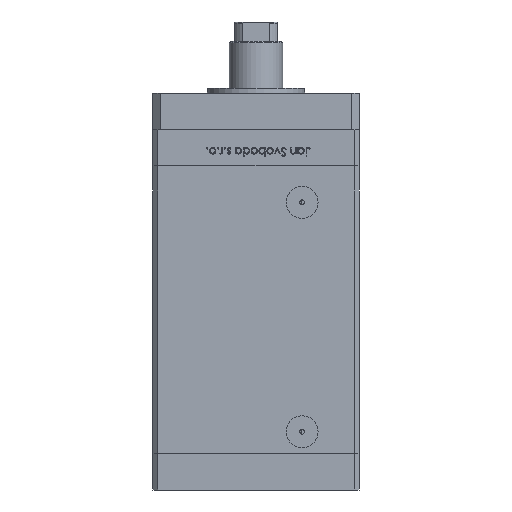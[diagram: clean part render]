
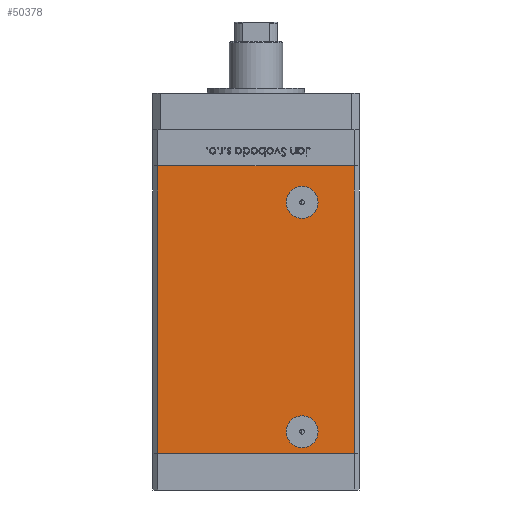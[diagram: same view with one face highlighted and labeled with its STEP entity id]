
A CAD part, front view. The second image highlights one B-rep face of the part: STEP entity #50378.
In plain terms, the highlighted planar face has unit normal (0, -1, 0).
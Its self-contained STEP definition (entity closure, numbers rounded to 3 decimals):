
#1258 = EDGE_CURVE ( 'NONE', #22597, #45026, #30681, .T. ) ;
#1263 = CARTESIAN_POINT ( 'NONE',  ( 19., -37.5, 2.42 ) ) ;
#2033 = CIRCLE ( 'NONE', #22844, 6.58 ) ;
#2380 = CIRCLE ( 'NONE', #42209, 6.58 ) ;
#2958 = EDGE_LOOP ( 'NONE', ( #16520, #14462, #23598, #10727 ) ) ;
#3079 = DIRECTION ( 'NONE',  ( 0., 0., -1. ) ) ;
#3696 = LINE ( 'NONE', #20248, #20515 ) ;
#3866 = VECTOR ( 'NONE', #5710, 1000. ) ;
#3893 = DIRECTION ( 'NONE',  ( 0., 1., 0. ) ) ;
#5710 = DIRECTION ( 'NONE',  ( 0., 0., -1. ) ) ;
#5769 = AXIS2_PLACEMENT_3D ( 'NONE', #17519, #41919, #30284 ) ;
#6116 = VERTEX_POINT ( 'NONE', #1263 ) ;
#6642 = LINE ( 'NONE', #23208, #41637 ) ;
#7805 = CARTESIAN_POINT ( 'NONE',  ( 40.5, -37.5, 0. ) ) ;
#9725 = ORIENTED_EDGE ( 'NONE', *, *, #12359, .T. ) ;
#10727 = ORIENTED_EDGE ( 'NONE', *, *, #35274, .T. ) ;
#10898 = DIRECTION ( 'NONE',  ( 0., 0., -1. ) ) ;
#11000 = DIRECTION ( 'NONE',  ( 0., -1., 0. ) ) ;
#11163 = DIRECTION ( 'NONE',  ( 0., 1., 0. ) ) ;
#11311 = CARTESIAN_POINT ( 'NONE',  ( 19., -37.5, 110.08 ) ) ;
#11428 = DIRECTION ( 'NONE',  ( 0., 0., -1. ) ) ;
#11685 = VERTEX_POINT ( 'NONE', #47011 ) ;
#11781 = FACE_BOUND ( 'NONE', #26816, .T. ) ;
#12359 = EDGE_CURVE ( 'NONE', #18920, #46629, #2380, .T. ) ;
#14060 = VERTEX_POINT ( 'NONE', #36977 ) ;
#14462 = ORIENTED_EDGE ( 'NONE', *, *, #1258, .F. ) ;
#16520 = ORIENTED_EDGE ( 'NONE', *, *, #23701, .T. ) ;
#17337 = ORIENTED_EDGE ( 'NONE', *, *, #49579, .T. ) ;
#17519 = CARTESIAN_POINT ( 'NONE',  ( 19., -37.5, 9. ) ) ;
#17599 = AXIS2_PLACEMENT_3D ( 'NONE', #48667, #3893, #44343 ) ;
#18920 = VERTEX_POINT ( 'NONE', #11311 ) ;
#20248 = CARTESIAN_POINT ( 'NONE',  ( -40.5, -37.5, 0. ) ) ;
#20515 = VECTOR ( 'NONE', #46989, 1000. ) ;
#21121 = ORIENTED_EDGE ( 'NONE', *, *, #38339, .F. ) ;
#21683 = EDGE_CURVE ( 'NONE', #6116, #14060, #34347, .T. ) ;
#22597 = VERTEX_POINT ( 'NONE', #50029 ) ;
#22844 = AXIS2_PLACEMENT_3D ( 'NONE', #47845, #44313, #3079 ) ;
#22948 = DIRECTION ( 'NONE',  ( 0., 0., -1. ) ) ;
#23208 = CARTESIAN_POINT ( 'NONE',  ( -40.5, -37.5, 118.5 ) ) ;
#23598 = ORIENTED_EDGE ( 'NONE', *, *, #42989, .F. ) ;
#23701 = EDGE_CURVE ( 'NONE', #50202, #45026, #3696, .T. ) ;
#24277 = FACE_BOUND ( 'NONE', #53120, .T. ) ;
#24533 = FACE_OUTER_BOUND ( 'NONE', #2958, .T. ) ;
#25293 = LINE ( 'NONE', #41827, #27735 ) ;
#26469 = DIRECTION ( 'NONE',  ( 1., 0., 0. ) ) ;
#26816 = EDGE_LOOP ( 'NONE', ( #17337, #9725 ) ) ;
#27735 = VECTOR ( 'NONE', #10898, 1000. ) ;
#28339 = PLANE ( 'NONE',  #17599 ) ;
#30284 = DIRECTION ( 'NONE',  ( 0., 0., -1. ) ) ;
#30407 = CIRCLE ( 'NONE', #46830, 6.58 ) ;
#30681 = LINE ( 'NONE', #34741, #3866 ) ;
#31364 = CARTESIAN_POINT ( 'NONE',  ( 19., -37.5, 9. ) ) ;
#33963 = CARTESIAN_POINT ( 'NONE',  ( 19., -37.5, 96.92 ) ) ;
#34347 = CIRCLE ( 'NONE', #5769, 6.58 ) ;
#34741 = CARTESIAN_POINT ( 'NONE',  ( 40.5, -37.5, 118.5 ) ) ;
#35274 = EDGE_CURVE ( 'NONE', #11685, #50202, #25293, .T. ) ;
#36977 = CARTESIAN_POINT ( 'NONE',  ( 19., -37.5, 15.58 ) ) ;
#38339 = EDGE_CURVE ( 'NONE', #14060, #6116, #30407, .T. ) ;
#41637 = VECTOR ( 'NONE', #26469, 1000. ) ;
#41827 = CARTESIAN_POINT ( 'NONE',  ( -40.5, -37.5, 118.5 ) ) ;
#41919 = DIRECTION ( 'NONE',  ( 0., -1., 0. ) ) ;
#42209 = AXIS2_PLACEMENT_3D ( 'NONE', #48298, #11163, #11428 ) ;
#42989 = EDGE_CURVE ( 'NONE', #11685, #22597, #6642, .T. ) ;
#44313 = DIRECTION ( 'NONE',  ( 0., 1., 0. ) ) ;
#44343 = DIRECTION ( 'NONE',  ( 0., 0., 1. ) ) ;
#45026 = VERTEX_POINT ( 'NONE', #7805 ) ;
#46629 = VERTEX_POINT ( 'NONE', #33963 ) ;
#46830 = AXIS2_PLACEMENT_3D ( 'NONE', #31364, #11000, #22948 ) ;
#46989 = DIRECTION ( 'NONE',  ( 1., 0., 0. ) ) ;
#47011 = CARTESIAN_POINT ( 'NONE',  ( -40.5, -37.5, 118.5 ) ) ;
#47603 = CARTESIAN_POINT ( 'NONE',  ( -40.5, -37.5, 0. ) ) ;
#47845 = CARTESIAN_POINT ( 'NONE',  ( 19., -37.5, 103.5 ) ) ;
#48298 = CARTESIAN_POINT ( 'NONE',  ( 19., -37.5, 103.5 ) ) ;
#48667 = CARTESIAN_POINT ( 'NONE',  ( -40.5, -37.5, 118.5 ) ) ;
#49315 = ORIENTED_EDGE ( 'NONE', *, *, #21683, .F. ) ;
#49579 = EDGE_CURVE ( 'NONE', #46629, #18920, #2033, .T. ) ;
#50029 = CARTESIAN_POINT ( 'NONE',  ( 40.5, -37.5, 118.5 ) ) ;
#50202 = VERTEX_POINT ( 'NONE', #47603 ) ;
#50378 = ADVANCED_FACE ( 'NONE', ( #24277, #24533, #11781 ), #28339, .F. ) ;
#53120 = EDGE_LOOP ( 'NONE', ( #49315, #21121 ) ) ;
